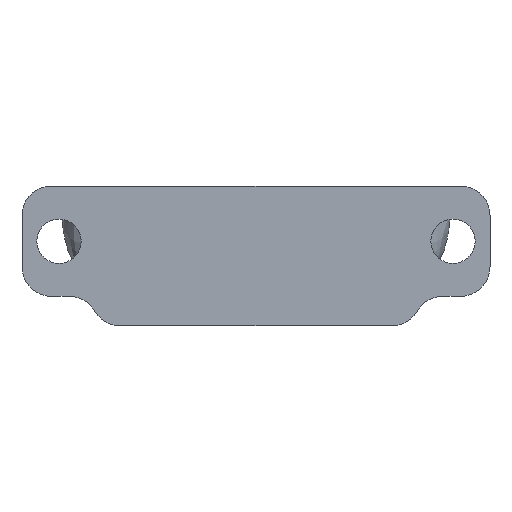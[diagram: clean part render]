
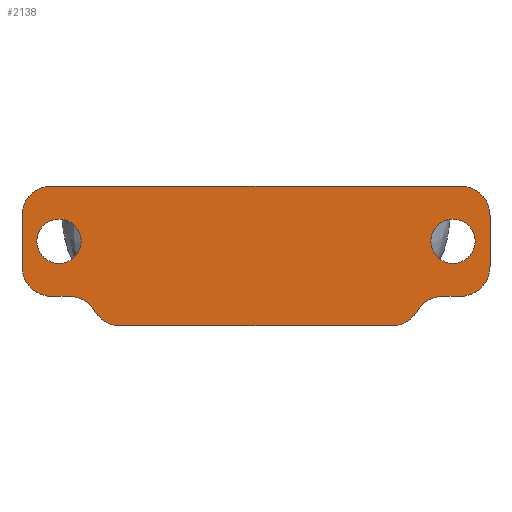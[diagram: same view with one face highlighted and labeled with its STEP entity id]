
A CAD part, front view. The second image highlights one B-rep face of the part: STEP entity #2138.
In plain terms, the highlighted planar face has unit normal (0, -1, 0).
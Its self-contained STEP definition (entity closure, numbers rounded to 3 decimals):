
#1673=CARTESIAN_POINT('',(13.75,-17.,-12.));
#1674=VERTEX_POINT('',#1673);
#1681=CARTESIAN_POINT('',(-13.75,-17.,-12.));
#1682=VERTEX_POINT('',#1681);
#1683=CARTESIAN_POINT('',(13.75,-17.,-12.));
#1684=DIRECTION('',(-1.,0.,0.));
#1685=VECTOR('',#1684,27.5);
#1686=LINE('',#1683,#1685);
#1687=EDGE_CURVE('',#1674,#1682,#1686,.T.);
#1723=CARTESIAN_POINT('',(20.75,-17.,-9.));
#1724=VERTEX_POINT('',#1723);
#1725=CARTESIAN_POINT('',(23.75,-17.,-6.));
#1726=VERTEX_POINT('',#1725);
#1727=CARTESIAN_POINT('',(20.75,-17.,-6.));
#1728=DIRECTION('',(0.,0.,-1.));
#1729=DIRECTION('',(0.,-1.,0.));
#1730=AXIS2_PLACEMENT_3D('',#1727,#1729,#1728);
#1731=CIRCLE('',#1730,3.);
#1732=EDGE_CURVE('',#1724,#1726,#1731,.T.);
#1765=CARTESIAN_POINT('',(-20.75,-17.,2.2));
#1766=VERTEX_POINT('',#1765);
#1767=CARTESIAN_POINT('',(-23.75,-17.,-0.8));
#1768=VERTEX_POINT('',#1767);
#1769=CARTESIAN_POINT('',(-20.75,-17.,-0.8));
#1770=DIRECTION('',(0.,0.,1.));
#1771=DIRECTION('',(0.,-1.,-0.));
#1772=AXIS2_PLACEMENT_3D('',#1769,#1771,#1770);
#1773=CIRCLE('',#1772,3.);
#1774=EDGE_CURVE('',#1766,#1768,#1773,.T.);
#1807=CARTESIAN_POINT('',(-23.75,-17.,-6.));
#1808=VERTEX_POINT('',#1807);
#1809=CARTESIAN_POINT('',(-23.75,-17.,-0.8));
#1810=DIRECTION('',(0.,0.,-1.));
#1811=VECTOR('',#1810,5.2);
#1812=LINE('',#1809,#1811);
#1813=EDGE_CURVE('',#1768,#1808,#1812,.T.);
#1838=CARTESIAN_POINT('',(-20.75,-17.,-9.));
#1839=VERTEX_POINT('',#1838);
#1840=CARTESIAN_POINT('',(-20.75,-17.,-6.));
#1841=DIRECTION('',(-1.,0.,0.));
#1842=DIRECTION('',(0.,-1.,0.));
#1843=AXIS2_PLACEMENT_3D('',#1840,#1842,#1841);
#1844=CIRCLE('',#1843,3.);
#1845=EDGE_CURVE('',#1808,#1839,#1844,.T.);
#1871=CARTESIAN_POINT('',(-22.25,-17.,-3.4));
#1872=VERTEX_POINT('',#1871);
#1873=CARTESIAN_POINT('',(-20.,-17.,-3.4));
#1874=DIRECTION('',(-1.,-0.,-0.));
#1875=DIRECTION('',(0.,1.,0.));
#1876=AXIS2_PLACEMENT_3D('',#1873,#1875,#1874);
#1877=CIRCLE('',#1876,2.25);
#1878=EDGE_CURVE('',#1872,#1872,#1877,.T.);
#1904=CARTESIAN_POINT('',(23.75,-17.,-0.8));
#1905=VERTEX_POINT('',#1904);
#1906=CARTESIAN_POINT('',(23.75,-17.,-6.));
#1907=DIRECTION('',(0.,0.,1.));
#1908=VECTOR('',#1907,5.2);
#1909=LINE('',#1906,#1908);
#1910=EDGE_CURVE('',#1726,#1905,#1909,.T.);
#1935=CARTESIAN_POINT('',(20.75,-17.,2.2));
#1936=VERTEX_POINT('',#1935);
#1937=CARTESIAN_POINT('',(20.75,-17.,-0.8));
#1938=DIRECTION('',(1.,0.,0.));
#1939=DIRECTION('',(-0.,-1.,0.));
#1940=AXIS2_PLACEMENT_3D('',#1937,#1939,#1938);
#1941=CIRCLE('',#1940,3.);
#1942=EDGE_CURVE('',#1905,#1936,#1941,.T.);
#1968=CARTESIAN_POINT('',(17.75,-17.,-3.4));
#1969=VERTEX_POINT('',#1968);
#1970=CARTESIAN_POINT('',(20.,-17.,-3.4));
#1971=DIRECTION('',(-1.,-0.,0.));
#1972=DIRECTION('',(0.,1.,0.));
#1973=AXIS2_PLACEMENT_3D('',#1970,#1972,#1971);
#1974=CIRCLE('',#1973,2.25);
#1975=EDGE_CURVE('',#1969,#1969,#1974,.T.);
#2003=CARTESIAN_POINT('',(-16.348,-17.,-10.5));
#2004=VERTEX_POINT('',#2003);
#2005=CARTESIAN_POINT('',(-13.75,-17.,-9.));
#2006=DIRECTION('',(-0.866,0.,-0.5));
#2007=DIRECTION('',(0.,-1.,0.));
#2008=AXIS2_PLACEMENT_3D('',#2005,#2007,#2006);
#2009=CIRCLE('',#2008,3.);
#2010=EDGE_CURVE('',#2004,#1682,#2009,.T.);
#2061=CARTESIAN_POINT('',(16.348,-17.,-10.5));
#2062=VERTEX_POINT('',#2061);
#2069=CARTESIAN_POINT('',(13.75,-17.,-9.));
#2070=DIRECTION('',(0.,0.,-1.));
#2071=DIRECTION('',(0.,-1.,0.));
#2072=AXIS2_PLACEMENT_3D('',#2069,#2071,#2070);
#2073=CIRCLE('',#2072,3.);
#2074=EDGE_CURVE('',#1674,#2062,#2073,.T.);
#2080=CARTESIAN_POINT('',(-2.1,-17.,-7.363));
#2081=DIRECTION('',(0.,0.,-1.));
#2082=DIRECTION('',(0.,-1.,0.));
#2083=AXIS2_PLACEMENT_3D('',#2080,#2082,#2081);
#2084=PLANE('',#2083);
#2085=CARTESIAN_POINT('',(18.946,-17.,-9.));
#2086=VERTEX_POINT('',#2085);
#2087=CARTESIAN_POINT('',(18.946,-17.,-9.));
#2088=DIRECTION('',(1.,0.,0.));
#2089=VECTOR('',#2088,1.804);
#2090=LINE('',#2087,#2089);
#2091=EDGE_CURVE('',#2086,#1724,#2090,.T.);
#2092=ORIENTED_EDGE('E600',*,*,#2091,.T.);
#2093=ORIENTED_EDGE('E600',*,*,#1732,.T.);
#2094=ORIENTED_EDGE('E600',*,*,#1910,.T.);
#2095=ORIENTED_EDGE('E600',*,*,#1942,.T.);
#2096=CARTESIAN_POINT('',(20.75,-17.,2.2));
#2097=DIRECTION('',(-1.,0.,0.));
#2098=VECTOR('',#2097,41.5);
#2099=LINE('',#2096,#2098);
#2100=EDGE_CURVE('',#1936,#1766,#2099,.T.);
#2101=ORIENTED_EDGE('E510',*,*,#2100,.T.);
#2102=ORIENTED_EDGE('E510',*,*,#1774,.T.);
#2103=ORIENTED_EDGE('E510',*,*,#1813,.T.);
#2104=ORIENTED_EDGE('E510',*,*,#1845,.T.);
#2105=CARTESIAN_POINT('',(-18.946,-17.,-9.));
#2106=VERTEX_POINT('',#2105);
#2107=CARTESIAN_POINT('',(-20.75,-17.,-9.));
#2108=DIRECTION('',(1.,0.,0.));
#2109=VECTOR('',#2108,1.804);
#2110=LINE('',#2107,#2109);
#2111=EDGE_CURVE('',#1839,#2106,#2110,.T.);
#2112=ORIENTED_EDGE('E620',*,*,#2111,.T.);
#2113=CARTESIAN_POINT('',(-18.946,-17.,-12.));
#2114=DIRECTION('',(0.866,0.,0.5));
#2115=DIRECTION('',(0.,-1.,0.));
#2116=AXIS2_PLACEMENT_3D('',#2113,#2115,#2114);
#2117=CIRCLE('',#2116,3.);
#2118=EDGE_CURVE('',#2004,#2106,#2117,.T.);
#2119=ORIENTED_EDGE('E642',*,*,#2118,.F.);
#2120=ORIENTED_EDGE('E642',*,*,#2010,.T.);
#2121=ORIENTED_EDGE('E642',*,*,#1687,.F.);
#2122=ORIENTED_EDGE('E642',*,*,#2074,.T.);
#2123=CARTESIAN_POINT('',(18.946,-17.,-12.));
#2124=DIRECTION('',(-0.866,0.,0.5));
#2125=DIRECTION('',(0.,1.,0.));
#2126=AXIS2_PLACEMENT_3D('',#2123,#2125,#2124);
#2127=CIRCLE('',#2126,3.);
#2128=EDGE_CURVE('',#2062,#2086,#2127,.T.);
#2129=ORIENTED_EDGE('E639',*,*,#2128,.T.);
#2130=EDGE_LOOP('',(#2092,#2093,#2094,#2095,#2101,#2102,#2103,#2104,#2112,#2119,#2120,#2121,#2122,#2129));
#2131=FACE_OUTER_BOUND('',#2130,.T.);
#2132=ORIENTED_EDGE('',*,*,#1975,.T.);
#2133=EDGE_LOOP('',(#2132));
#2134=FACE_BOUND('',#2133,.T.);
#2135=ORIENTED_EDGE('',*,*,#1878,.T.);
#2136=EDGE_LOOP('',(#2135));
#2137=FACE_BOUND('',#2136,.T.);
#2138=ADVANCED_FACE('F119',(#2131,#2134,#2137),#2084,.T.);
